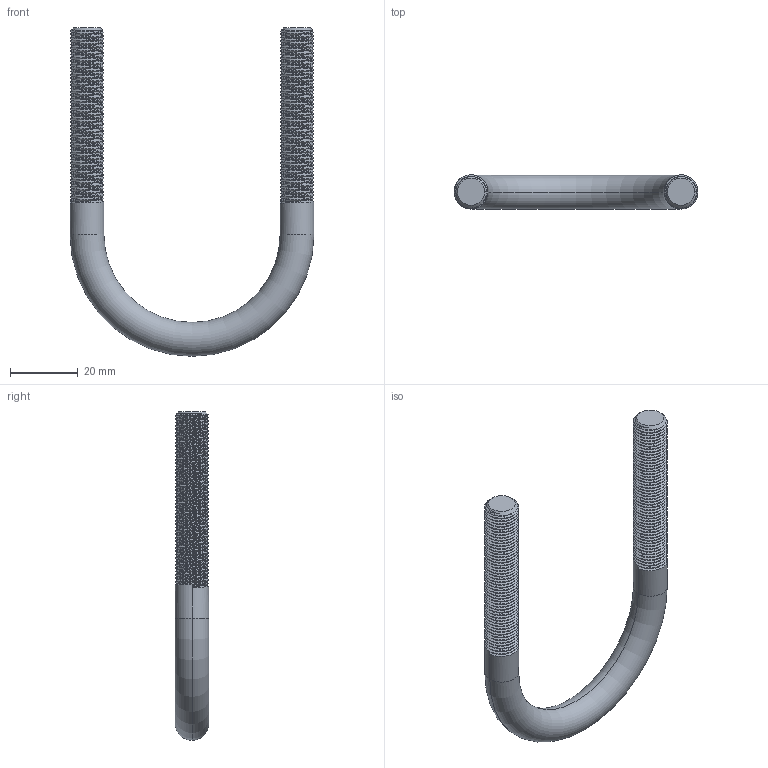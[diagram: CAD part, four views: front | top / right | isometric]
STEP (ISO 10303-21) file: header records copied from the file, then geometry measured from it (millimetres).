
FILE_DESCRIPTION (( 'STEP AP203' ), '1' );
FILE_NAME ('3D_R380_D48.3_17334180.STEP', '2024-07-18T07:31:24', ( '' ), ( '' ), 'SwSTEP 2.0', 'SolidWorks 2024', '' );
FILE_SCHEMA (( 'CONFIG_CONTROL_DESIGN' ));
Length unit declared in the file: millimetre
Products named in the file (1): 3D_R380_D48.3_17334180
Bounding box: 72 x 10 x 97 mm (x, y, z)
Volume: 16239 mm3; surface area: 8693.4 mm2
Topology: 1 solids, 1 shells, 222 faces, 650 edges, 430 vertices
Faces by surface type: cylinder 204, cone 6, bspline 6, plane 4, torus 2
Entity records: 18553 total; most frequent: CARTESIAN_POINT 13845, ORIENTED_EDGE 1300, DIRECTION 676, EDGE_CURVE 650, VERTEX_POINT 430, AXIS2_PLACEMENT_3D 229, FACE_OUTER_BOUND 222, ADVANCED_FACE 222
